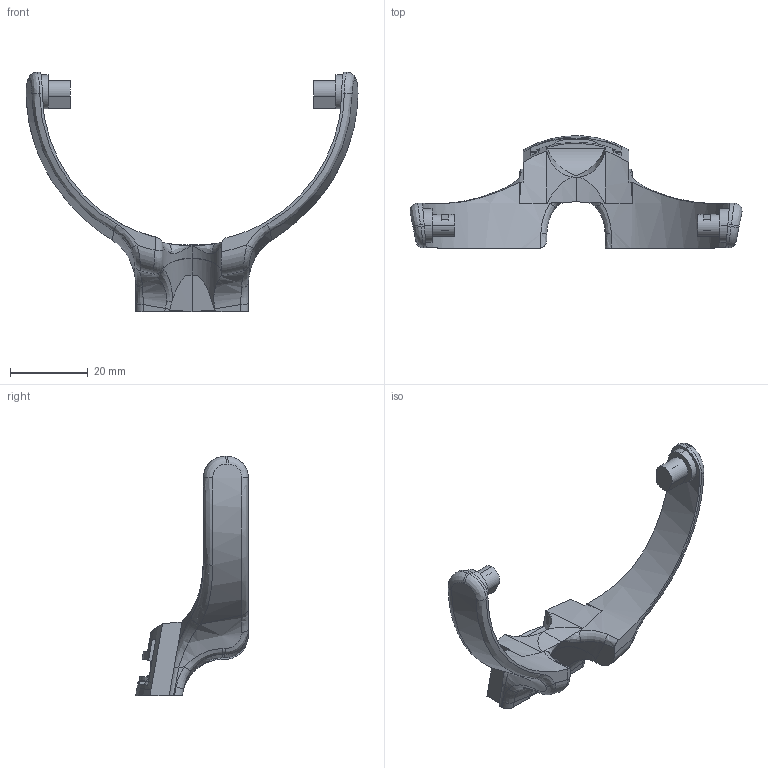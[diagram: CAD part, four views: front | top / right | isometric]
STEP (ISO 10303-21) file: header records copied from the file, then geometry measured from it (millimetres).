
FILE_DESCRIPTION (( 'STEP AP214' ), '1' );
FILE_NAME ('Earpiece hinge.STEP', '2023-11-13T11:13:43', ( '' ), ( '' ), 'SwSTEP 2.0', 'SolidWorks 2023', '' );
FILE_SCHEMA (( 'AUTOMOTIVE_DESIGN' ));
Length unit declared in the file: millimetre
Products named in the file (1): Earpiece hinge
Bounding box: 85.31 x 28.89 x 61.5 mm (x, y, z)
Volume: 10809.8 mm3; surface area: 7046.1 mm2
Topology: 2 solids, 2 shells, 249 faces, 662 edges, 423 vertices
Faces by surface type: plane 120, bspline 72, cylinder 55, torus 2
Entity records: 11355 total; most frequent: CARTESIAN_POINT 5790, ORIENTED_EDGE 1320, DIRECTION 913, EDGE_CURVE 660, VERTEX_POINT 423, AXIS2_PLACEMENT_3D 305, LINE 303, VECTOR 303
